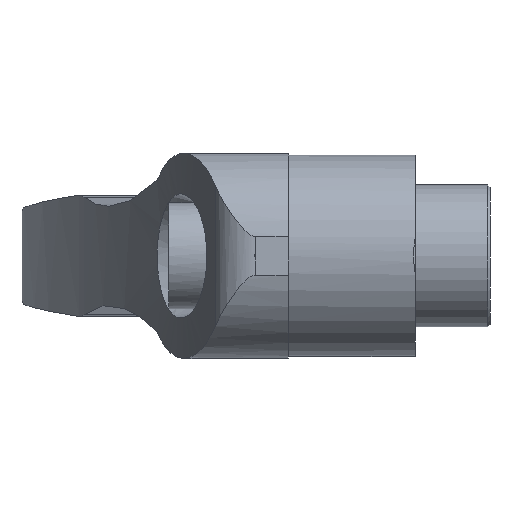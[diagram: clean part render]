
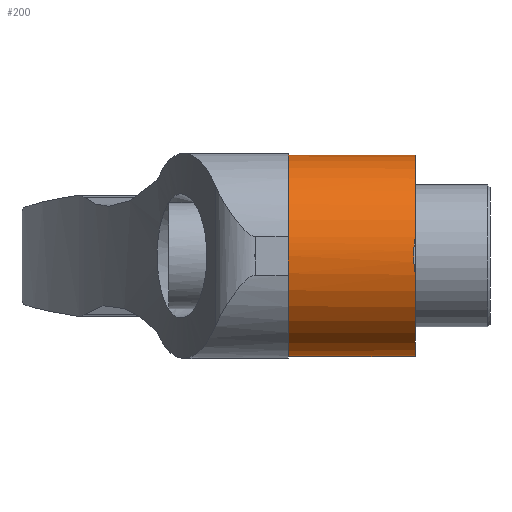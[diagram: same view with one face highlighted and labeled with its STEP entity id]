
A CAD part, left-side view. The second image highlights one B-rep face of the part: STEP entity #200.
In plain terms, the highlighted cylindrical face has radius 13.5 mm (diameter 27 mm), a full revolution.
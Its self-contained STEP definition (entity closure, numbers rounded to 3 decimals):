
#200 = ADVANCED_FACE( '', ( #415, #416 ), #417, .T. );
#415 = FACE_OUTER_BOUND( '', #627, .T. );
#416 = FACE_OUTER_BOUND( '', #628, .T. );
#417 = CYLINDRICAL_SURFACE( '', #629, 13.5 );
#627 = EDGE_LOOP( '', ( #1131, #1132 ) );
#628 = EDGE_LOOP( '', ( #1133, #1134, #1135, #1136, #1137, #1138 ) );
#629 = AXIS2_PLACEMENT_3D( '', #1139, #1140, #1141 );
#1131 = ORIENTED_EDGE( '', *, *, #1360, .T. );
#1132 = ORIENTED_EDGE( '', *, *, #1306, .T. );
#1133 = ORIENTED_EDGE( '', *, *, #1240, .T. );
#1134 = ORIENTED_EDGE( '', *, *, #1207, .T. );
#1135 = ORIENTED_EDGE( '', *, *, #1176, .F. );
#1136 = ORIENTED_EDGE( '', *, *, #1206, .T. );
#1137 = ORIENTED_EDGE( '', *, *, #1239, .T. );
#1138 = ORIENTED_EDGE( '', *, *, #1342, .T. );
#1139 = CARTESIAN_POINT( '', ( 0., 31.5, 0. ) );
#1140 = DIRECTION( '', ( 0., -1., 0. ) );
#1141 = DIRECTION( '', ( 0., 0., 1. ) );
#1176 = EDGE_CURVE( '', #1380, #1381, #1382, .T. );
#1206 = EDGE_CURVE( '', #1380, #1433, #1435, .F. );
#1207 = EDGE_CURVE( '', #1432, #1381, #1436, .T. );
#1239 = EDGE_CURVE( '', #1433, #1486, #1488, .T. );
#1240 = EDGE_CURVE( '', #1485, #1432, #1489, .T. );
#1306 = EDGE_CURVE( '', #1505, #1592, #1594, .F. );
#1342 = EDGE_CURVE( '', #1486, #1485, #1638, .T. );
#1360 = EDGE_CURVE( '', #1592, #1505, #1661, .F. );
#1380 = VERTEX_POINT( '', #1681 );
#1381 = VERTEX_POINT( '', #1682 );
#1382 = B_SPLINE_CURVE_WITH_KNOTS( '', 3, ( #1683, #1684, #1685, #1686, #1687, #1688, #1689, #1690, #1691, #1692, #1693, #1694, #1695, #1696 ), .UNSPECIFIED., .F., .F., ( 4, 2, 2, 2, 2, 2, 4 ), ( 0., 0., 0., 0.001, 0.001, 0.001, 0.001 ), .UNSPECIFIED. );
#1432 = VERTEX_POINT( '', #1761 );
#1433 = VERTEX_POINT( '', #1762 );
#1435 = LINE( '', #1765, #1766 );
#1436 = LINE( '', #1767, #1768 );
#1485 = VERTEX_POINT( '', #1897 );
#1486 = VERTEX_POINT( '', #1898 );
#1488 = CIRCLE( '', #1901, 13.5 );
#1489 = CIRCLE( '', #1902, 13.5 );
#1505 = VERTEX_POINT( '', #1921 );
#1592 = VERTEX_POINT( '', #2168 );
#1594 = CIRCLE( '', #2171, 13.5 );
#1638 = ELLIPSE( '', #2297, 19.092, 13.5 );
#1661 = CIRCLE( '', #2369, 13.5 );
#1681 = CARTESIAN_POINT( '', ( 13.49, 22.145, -0.52 ) );
#1682 = CARTESIAN_POINT( '', ( 13.49, 22.145, 0.52 ) );
#1683 = CARTESIAN_POINT( '', ( 13.49, 22.145, -0.52 ) );
#1684 = CARTESIAN_POINT( '', ( 13.49, 22.207, -0.52 ) );
#1685 = CARTESIAN_POINT( '', ( 13.491, 22.266, -0.501 ) );
#1686 = CARTESIAN_POINT( '', ( 13.493, 22.369, -0.437 ) );
#1687 = CARTESIAN_POINT( '', ( 13.494, 22.412, -0.393 ) );
#1688 = CARTESIAN_POINT( '', ( 13.498, 22.514, -0.242 ) );
#1689 = CARTESIAN_POINT( '', ( 13.5, 22.545, -0.121 ) );
#1690 = CARTESIAN_POINT( '', ( 13.5, 22.545, 0.121 ) );
#1691 = CARTESIAN_POINT( '', ( 13.498, 22.513, 0.243 ) );
#1692 = CARTESIAN_POINT( '', ( 13.494, 22.412, 0.393 ) );
#1693 = CARTESIAN_POINT( '', ( 13.493, 22.369, 0.437 ) );
#1694 = CARTESIAN_POINT( '', ( 13.491, 22.266, 0.501 ) );
#1695 = CARTESIAN_POINT( '', ( 13.49, 22.207, 0.52 ) );
#1696 = CARTESIAN_POINT( '', ( 13.49, 22.145, 0.52 ) );
#1761 = CARTESIAN_POINT( '', ( 13.49, 10., 0.52 ) );
#1762 = CARTESIAN_POINT( '', ( 13.49, 10., -0.52 ) );
#1765 = CARTESIAN_POINT( '', ( 13.49, 31.5, -0.52 ) );
#1766 = VECTOR( '', #2433, 1000. );
#1767 = CARTESIAN_POINT( '', ( 13.49, 31.5, 0.52 ) );
#1768 = VECTOR( '', #2434, 1000. );
#1897 = CARTESIAN_POINT( '', ( -13.26, 10., 2.534 ) );
#1898 = CARTESIAN_POINT( '', ( -13.26, 10., -2.534 ) );
#1901 = AXIS2_PLACEMENT_3D( '', #2465, #2466, #2467 );
#1902 = AXIS2_PLACEMENT_3D( '', #2468, #2469, #2470 );
#1921 = CARTESIAN_POINT( '', ( -13.5, 27., 0. ) );
#2168 = CARTESIAN_POINT( '', ( 13.5, 27., 0. ) );
#2171 = AXIS2_PLACEMENT_3D( '', #2573, #2574, #2575 );
#2297 = AXIS2_PLACEMENT_3D( '', #2606, #2607, #2608 );
#2369 = AXIS2_PLACEMENT_3D( '', #2619, #2620, #2621 );
#2433 = DIRECTION( '', ( 0., 1., 0. ) );
#2434 = DIRECTION( '', ( 0., 1., 0. ) );
#2465 = CARTESIAN_POINT( '', ( 0., 10., 0. ) );
#2466 = DIRECTION( '', ( 0., 1., 0. ) );
#2467 = DIRECTION( '', ( 0., 0., 1. ) );
#2468 = CARTESIAN_POINT( '', ( 0., 10., 0. ) );
#2469 = DIRECTION( '', ( 0., 1., 0. ) );
#2470 = DIRECTION( '', ( 0., 0., 1. ) );
#2573 = CARTESIAN_POINT( '', ( 0., 27., 0. ) );
#2574 = DIRECTION( '', ( 0., 1., 0. ) );
#2575 = DIRECTION( '', ( 0., 0., 1. ) );
#2606 = CARTESIAN_POINT( '', ( 0., -3.26, 0. ) );
#2607 = DIRECTION( '', ( 0.707, 0.707, 0. ) );
#2608 = DIRECTION( '', ( -0.707, 0.707, 0. ) );
#2619 = CARTESIAN_POINT( '', ( 0., 27., 0. ) );
#2620 = DIRECTION( '', ( 0., 1., 0. ) );
#2621 = DIRECTION( '', ( 0., 0., 1. ) );
